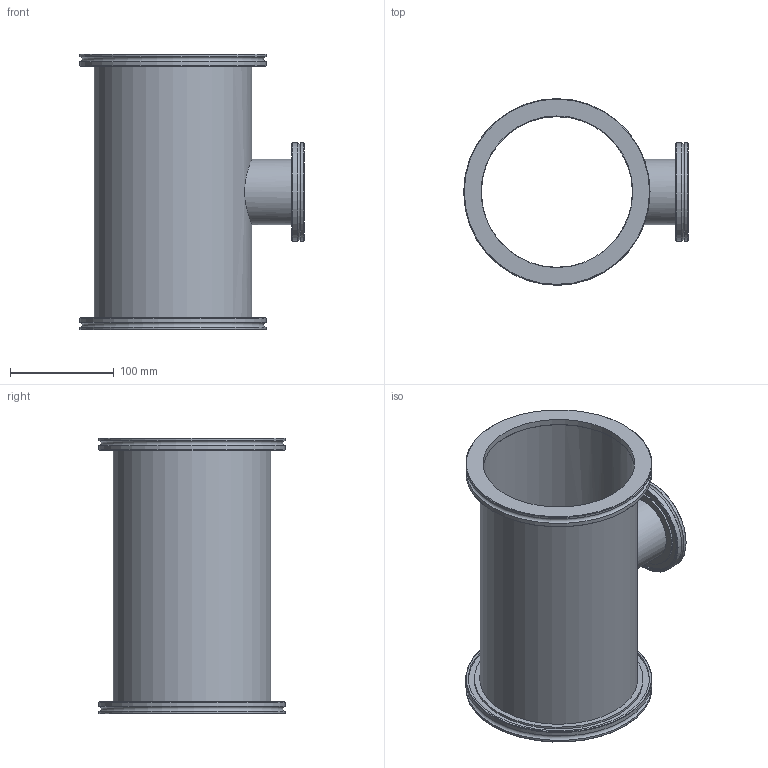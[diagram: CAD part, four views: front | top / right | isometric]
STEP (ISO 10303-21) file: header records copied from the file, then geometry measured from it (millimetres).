
FILE_DESCRIPTION(/* description */ (''),/* implementation_level */ '2;1');
FILE_NAME(/* name */ 'FL-RT160-63LF.stp',/* time_stamp */ '2019-01-25T11:20:27+00:00',/* author */ ('paul'),/* organization */ (''),/* preprocessor_version */ 'ST-DEVELOPER v17.2',/* originating_system */ 'Autodesk Inventor 2019',/* authorisation */ '');
FILE_SCHEMA (('AUTOMOTIVE_DESIGN { 1 0 10303 214 3 1 1 }'));
Length unit declared in the file: millimetre
Products named in the file (5): FL-RT160-63LF; Main tube; side tube; FL-160LF-W; FL-63LF-W
Assembly tree (5 placements, depth 2):
  FL-RT160-63LF
    Main tube
    side tube
    FL-160LF-W  x2
    FL-63LF-W
Bounding box: 216.9 x 180 x 266.6 mm (x, y, z)
Volume: 591300.2 mm3; surface area: 338108.4 mm2
Topology: 5 solids, 5 shells, 54 faces, 139 edges, 103 vertices
Faces by surface type: cylinder 25, plane 19, cone 7, torus 3
Full cylindrical faces by diameter (mm): 60.2 x1, 60.3 x1, 63.5 x2, 63.7 x1, 70 x1, 78 x1, 90 x1, 95 x2, 146 x1, 146.5 x2, 152.4 x1, 153 x2, 163 x2, 175 x2, 180 x4
Entity records: 1753 total; most frequent: CARTESIAN_POINT 500, DIRECTION 259, ORIENTED_EDGE 208, AXIS2_PLACEMENT_3D 117, EDGE_CURVE 104, VERTEX_POINT 77, CIRCLE 67, EDGE_LOOP 55
